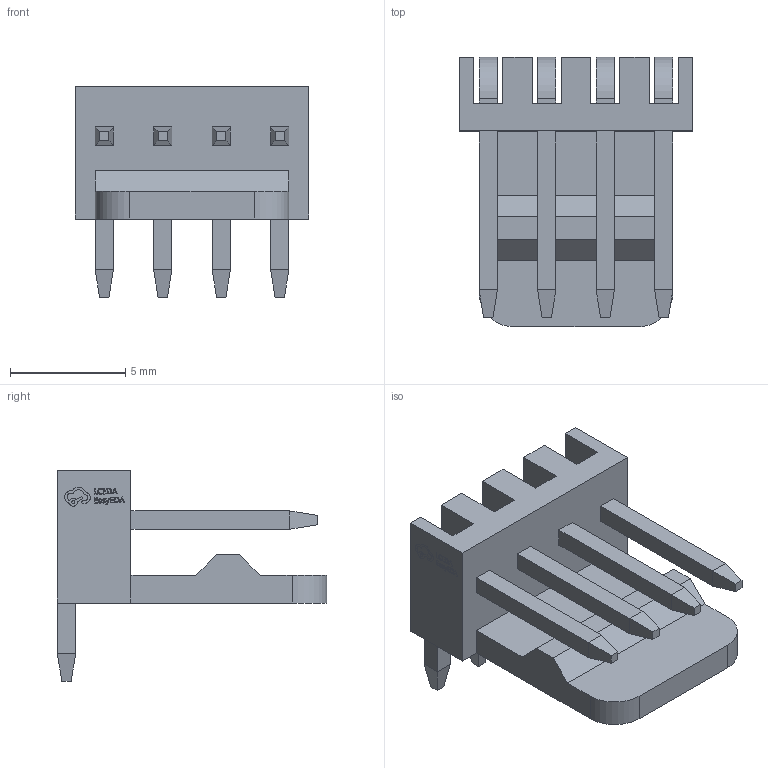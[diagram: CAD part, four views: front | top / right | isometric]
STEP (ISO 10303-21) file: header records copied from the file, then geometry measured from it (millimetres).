
FILE_DESCRIPTION (( 'STEP AP214' ), '1' );
FILE_NAME ('CONN-TH_4P-P2.54_KF2510-4AGW.step', '2022-07-29T17:22:22', ( '' ), ( '' ), 'SwSTEP 2.0', 'SolidWorks 2020', '' );
FILE_SCHEMA (( 'AUTOMOTIVE_DESIGN' ));
Length unit declared in the file: millimetre
Products named in the file (1): CONN-TH_4P-P2.54_KF2510-4AGW
Bounding box: 10.16 x 11.7 x 9.15 mm (x, y, z)
Volume: 266.2 mm3; surface area: 656 mm2
Topology: 14 solids, 14 shells, 473 faces, 1258 edges, 828 vertices
Faces by surface type: plane 317, bspline 146, cylinder 10
Entity records: 21002 total; most frequent: CARTESIAN_POINT 6178, ORIENTED_EDGE 2516, DIRECTION 1638, EDGE_CURVE 1258, LINE 942, VECTOR 942, VERTEX_POINT 828, EDGE_LOOP 500
